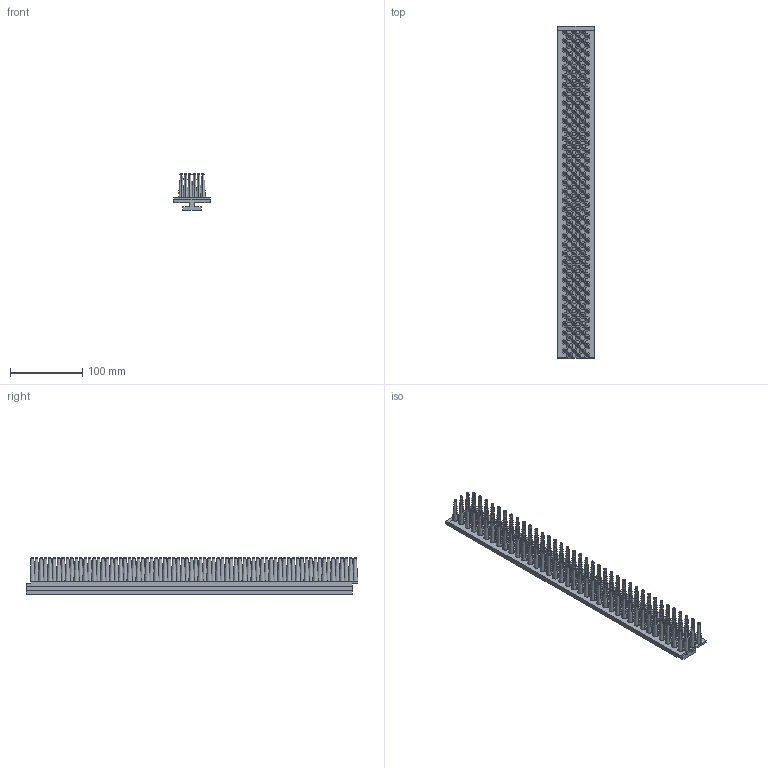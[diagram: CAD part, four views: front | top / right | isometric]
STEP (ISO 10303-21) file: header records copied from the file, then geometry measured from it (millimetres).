
FILE_DESCRIPTION(('CATIA V5 STEP Exchange','CAx-IF Rec.Pracs.--- Model Styling and Organization---1.5--- 2016-08-15','CAx-IF Rec.Pracs.---Supplemental Geometry---1.0---2011-11-01','CAx-IF Rec.Pracs.--- Composite Materials ---1.1---2010-07-15'),'2;1');
FILE_NAME('BRUSH DUNNAGE TRK-A.stp','2022-11-01T14:57:07+00:00',('none'),('none'),'CATIA Version 5-6 Release 2020 SP3 HF5','CATIA V5 STEP AP214 Edition 3 v2','none');
FILE_SCHEMA(('AUTOMOTIVE_DESIGN { 1 0 10303 214 3 1 1 1 }'));
Length unit declared in the file: inch
Products named in the file (1): DE42 BRUSH DUNNAGE TRK-A
Bounding box: 50.8 x 458.79 x 50.29 mm (x, y, z)
Volume: 406422.4 mm3; surface area: 200880.4 mm2
Topology: 1 solids, 1 shells, 1128 faces, 2277 edges, 1370 vertices
Faces by surface type: torus 444, cone 444, plane 240
Entity records: 27201 total; most frequent: CARTESIAN_POINT 4709, ORIENTED_EDGE 4554, DIRECTION 4081, AXIS2_PLACEMENT_3D 2682, EDGE_CURVE 2277, CIRCLE 1776, VERTEX_POINT 1370, EDGE_LOOP 1347
